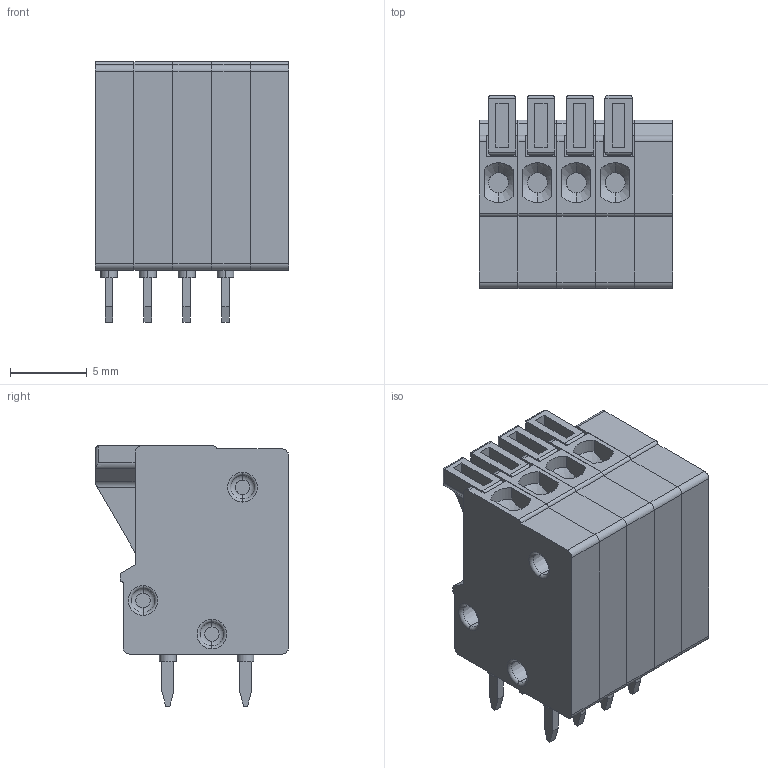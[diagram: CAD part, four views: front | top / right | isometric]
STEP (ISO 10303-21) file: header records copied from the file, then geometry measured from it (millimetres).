
FILE_DESCRIPTION(('Creo Elements/Direct Modeling STEP Export'),'2;1');
FILE_NAME('model.stp','2018-02-10T 7:25:08',(''),(''),'Creo Elements/Direct Modeling STEP processor for AP214 (Solid Model)','Creo Elements/Direct Modeling 18.1I 14-Aug-2016 (C) Parametric Technology GmbH','');
FILE_SCHEMA(('AUTOMOTIVE_DESIGN { 1 0 10303 214 1 1 1 1 }'));
Length unit declared in the file: millimetre
Products named in the file (3): dkl-ffkds; ffkds-v-2.54.2; 1789595
Assembly tree (5 placements, depth 2):
  1789595
    ffkds-v-2.54.2  x4
    dkl-ffkds
Bounding box: 12.66 x 12.6 x 17 mm (x, y, z)
Volume: 1776.2 mm3; surface area: 2549.3 mm2
Topology: 5 solids, 5 shells, 517 faces, 1261 edges, 806 vertices
Faces by surface type: plane 243, cylinder 122, torus 96, cone 56
Entity records: 6527 total; most frequent: CARTESIAN_POINT 1074, DIRECTION 846, ORIENTED_EDGE 842, EDGE_CURVE 421, AXIS2_PLACEMENT_3D 302, VERTEX_POINT 272, VECTOR 242, LINE 242
